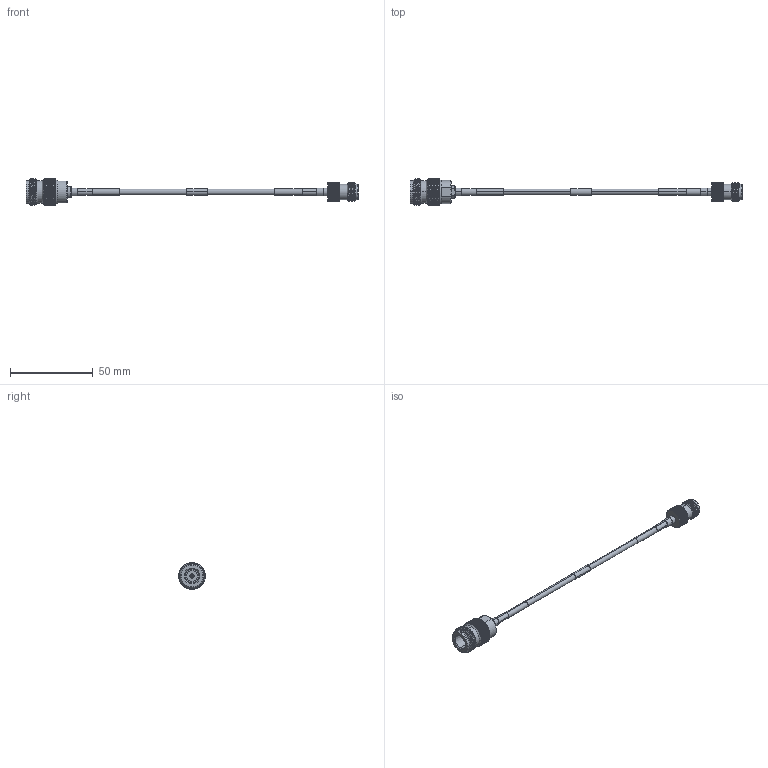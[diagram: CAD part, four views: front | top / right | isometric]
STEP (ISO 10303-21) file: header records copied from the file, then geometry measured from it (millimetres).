
FILE_DESCRIPTION (( 'STEP AP214' ), '1' );
FILE_NAME ('LCCA30520_3D.STEP', '2020-05-08T20:15:09', ( '' ), ( '' ), 'SwSTEP 2.0', 'SolidWorks 2018', '' );
FILE_SCHEMA (( 'AUTOMOTIVE_DESIGN' ));
Length unit declared in the file: inch
Products named in the file (6): LCCN3055; LCCA30520_3D; LC141TBJ (141 Formable with HeatShrink); LCCN3067; 1AW01-003_.152 ID; LC141TBJ-PROD
Assembly tree (7 placements, depth 3):
  LCCA30520_3D
    LC141TBJ-PROD
      LC141TBJ (141 Formable with HeatShrink)
      1AW01-003_.152 ID  x3
    LCCN3055
    LCCN3067
Bounding box: 201.02 x 16 x 16 mm (x, y, z)
Volume: 6758.6 mm3; surface area: 7737.9 mm2
Topology: 8 solids, 8 shells, 4079 faces, 8669 edges, 4628 vertices
Faces by surface type: bspline 3086, cylinder 869, plane 78, cone 46
Entity records: 152154 total; most frequent: CARTESIAN_POINT 98769, ORIENTED_EDGE 17290, EDGE_CURVE 8645, VERTEX_POINT 4612, EDGE_LOOP 4095, ADVANCED_FACE 4067, FACE_OUTER_BOUND 4067, B_SPLINE_CURVE_WITH_KNOTS 3603
